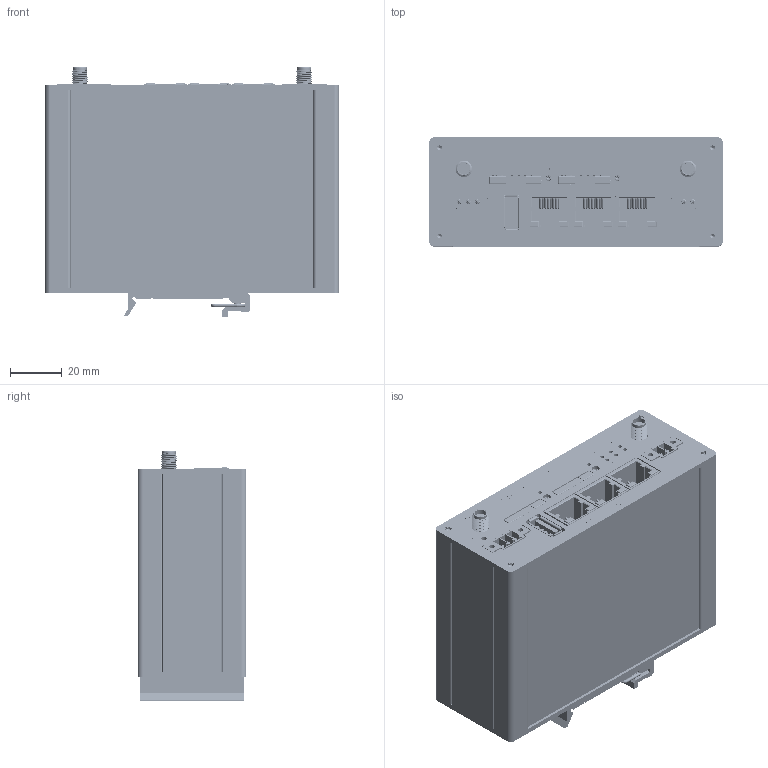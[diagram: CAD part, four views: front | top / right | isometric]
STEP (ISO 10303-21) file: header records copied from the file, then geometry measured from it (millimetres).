
FILE_DESCRIPTION (( 'STEP AP214' ), '1' );
FILE_NAME ('ER75i_v2F_SL_2A.STEP', '2019-02-05T13:36:53', ( '' ), ( '' ), 'SwSTEP 2.0', 'SolidWorks 2018', '' );
FILE_SCHEMA (( 'AUTOMOTIVE_DESIGN' ));
Length unit declared in the file: millimetre
Products named in the file (22): CKK2_box_Silver; M2_9x13_Torx_ISO14586_ST2,9 x 12; Profil_BB-SBD40; CKK2_zadni_celo; B_ER_75I_V2_4_2sim_2ant; 5075AUR-04WH_(USB-A)_D‚faut; B_RB-V2-11_3_port; BB-SBD40_model_silver; CKK2_BRBV211_celo_352; kolik_BB-SBD40; V2_ER75_3p_2sim_2rf; SIM_holder; Pero_BB-SBD40; SIM_912283001___ _________; ER75i_v2F_SL_2A; PCB-ER-75I-V2-4; WSA-0804-02-01_(SMA); PCB-RB-V2-11; MODEL_RJ45_METAL; 691325110002(v2_pwr); 691325110003(v2_io); M2_5x5_PH_silver
Assembly tree (40 placements, depth 4):
  ER75i_v2F_SL_2A
    CKK2_box_Silver
    CKK2_BRBV211_celo_352
    CKK2_zadni_celo
    M2_9x13_Torx_ISO14586_ST2,9 x 12  x8
    V2_ER75_3p_2sim_2rf
      B_RB-V2-11_3_port
        PCB-RB-V2-11
        691325110002(v2_pwr)
        691325110003(v2_io)
        MODEL_RJ45_METAL  x3
        5075AUR-04WH_(USB-A)_D‚faut
      B_ER_75I_V2_4_2sim_2ant
        PCB-ER-75I-V2-4
        SIM_912283001___ _________  x2
        WSA-0804-02-01_(SMA)  x2
        SIM_holder  x2
    BB-SBD40_model_silver  x2
      Profil_BB-SBD40
      kolik_BB-SBD40
      Pero_BB-SBD40
    M2_5x5_PH_silver  x7
Bounding box: 113.2 x 42 x 96.15 mm (x, y, z)
Volume: 110694.2 mm3; surface area: 139818.8 mm2
Topology: 47 solids, 47 shells, 7062 faces, 19487 edges, 12595 vertices
Faces by surface type: plane 4647, cylinder 1588, bspline 482, torus 208, cone 137
Entity records: 376060 total; most frequent: CARTESIAN_POINT 213805, ORIENTED_EDGE 27982, DIRECTION 23515, EDGE_CURVE 13991, LINE 10847, VECTOR 10847, VERTEX_POINT 9178, AXIS2_PLACEMENT_3D 6334
